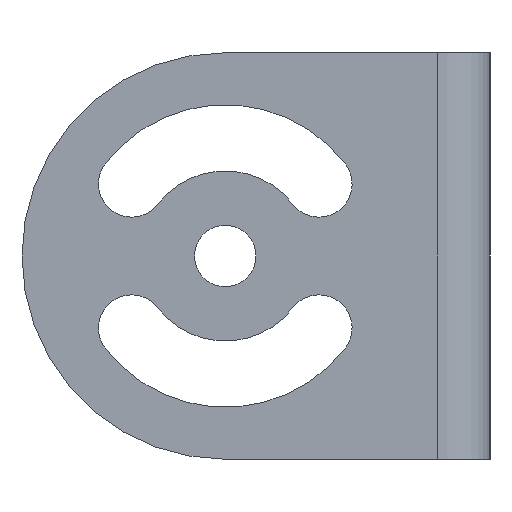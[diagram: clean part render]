
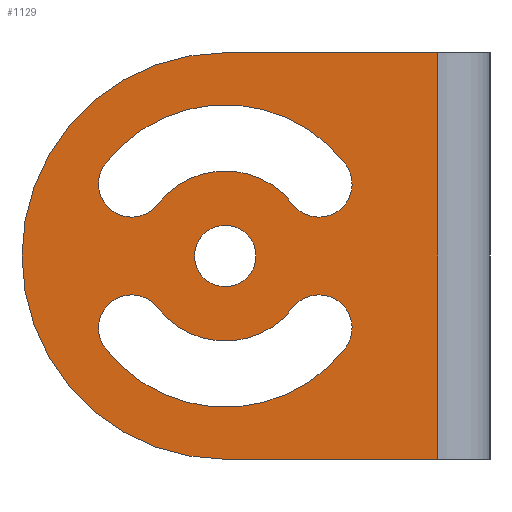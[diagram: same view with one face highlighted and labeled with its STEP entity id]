
A CAD part, left-side view. The second image highlights one B-rep face of the part: STEP entity #1129.
In plain terms, the highlighted planar face has unit normal (-1, 0, 0).
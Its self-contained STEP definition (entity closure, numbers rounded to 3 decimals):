
#179=DIRECTION('',(0.,0.,1.));
#180=VECTOR('',#179,43.);
#181=CARTESIAN_POINT('',(-97.25,2.769,-21.5));
#182=LINE('',#181,#180);
#197=CARTESIAN_POINT('',(-97.25,25.221,0.));
#198=DIRECTION('',(-1.,0.,0.));
#199=DIRECTION('',(0.,0.,1.));
#200=AXIS2_PLACEMENT_3D('',#197,#198,#199);
#202=DIRECTION('',(0.,1.,0.));
#203=VECTOR('',#202,22.452);
#204=CARTESIAN_POINT('',(-97.25,2.769,21.5));
#205=LINE('',#204,#203);
#206=DIRECTION('',(0.,-1.,0.));
#207=VECTOR('',#206,22.452);
#208=CARTESIAN_POINT('',(-97.25,25.221,-21.5));
#209=LINE('',#208,#207);
#210=CARTESIAN_POINT('',(-97.25,25.221,0.));
#211=DIRECTION('',(-1.,0.,0.));
#212=DIRECTION('',(0.,1.,0.));
#213=AXIS2_PLACEMENT_3D('',#210,#211,#212);
#215=CARTESIAN_POINT('',(-97.25,15.304,-7.61));
#216=DIRECTION('',(1.,0.,0.));
#217=DIRECTION('',(0.,0.793,0.609));
#218=AXIS2_PLACEMENT_3D('',#215,#216,#217);
#220=CARTESIAN_POINT('',(-97.25,25.221,0.));
#221=DIRECTION('',(1.,0.,0.));
#222=DIRECTION('',(0.,-0.793,-0.609));
#223=AXIS2_PLACEMENT_3D('',#220,#221,#222);
#225=CARTESIAN_POINT('',(-97.25,35.138,-7.61));
#226=DIRECTION('',(1.,0.,0.));
#227=DIRECTION('',(0.,0.793,-0.609));
#228=AXIS2_PLACEMENT_3D('',#225,#226,#227);
#230=CARTESIAN_POINT('',(-97.25,25.221,0.));
#231=DIRECTION('',(1.,0.,0.));
#232=DIRECTION('',(0.,-0.793,-0.609));
#233=AXIS2_PLACEMENT_3D('',#230,#231,#232);
#235=CARTESIAN_POINT('',(-97.25,35.138,7.61));
#236=DIRECTION('',(1.,0.,0.));
#237=DIRECTION('',(0.,-0.793,-0.609));
#238=AXIS2_PLACEMENT_3D('',#235,#236,#237);
#240=CARTESIAN_POINT('',(-97.25,25.221,0.));
#241=DIRECTION('',(1.,0.,0.));
#242=DIRECTION('',(0.,0.793,0.609));
#243=AXIS2_PLACEMENT_3D('',#240,#241,#242);
#245=CARTESIAN_POINT('',(-97.25,15.304,7.61));
#246=DIRECTION('',(1.,0.,0.));
#247=DIRECTION('',(0.,-0.793,0.609));
#248=AXIS2_PLACEMENT_3D('',#245,#246,#247);
#250=CARTESIAN_POINT('',(-97.25,25.221,0.));
#251=DIRECTION('',(1.,0.,0.));
#252=DIRECTION('',(0.,0.793,0.609));
#253=AXIS2_PLACEMENT_3D('',#250,#251,#252);
#255=CARTESIAN_POINT('',(-97.25,25.221,0.));
#256=DIRECTION('',(1.,0.,0.));
#257=DIRECTION('',(0.,0.,1.));
#258=AXIS2_PLACEMENT_3D('',#255,#256,#257);
#260=CARTESIAN_POINT('',(-97.25,25.221,0.));
#261=DIRECTION('',(1.,0.,0.));
#262=DIRECTION('',(0.,0.,-1.));
#263=AXIS2_PLACEMENT_3D('',#260,#261,#262);
#713=CARTESIAN_POINT('',(-97.25,2.769,-21.5));
#714=CARTESIAN_POINT('',(-97.25,2.769,21.5));
#715=VERTEX_POINT('',#713);
#716=VERTEX_POINT('',#714);
#757=CARTESIAN_POINT('',(-97.25,25.221,21.5));
#758=CARTESIAN_POINT('',(-97.25,46.721,0.));
#759=VERTEX_POINT('',#757);
#760=VERTEX_POINT('',#758);
#761=CARTESIAN_POINT('',(-97.25,25.221,-21.5));
#762=VERTEX_POINT('',#761);
#809=CARTESIAN_POINT('',(-97.25,25.221,3.25));
#810=CARTESIAN_POINT('',(-97.25,25.221,-3.25));
#811=VERTEX_POINT('',#809);
#812=VERTEX_POINT('',#810);
#813=CARTESIAN_POINT('',(-97.25,32.361,5.479));
#814=CARTESIAN_POINT('',(-97.25,37.915,9.74));
#815=VERTEX_POINT('',#813);
#816=VERTEX_POINT('',#814);
#817=CARTESIAN_POINT('',(-97.25,18.081,5.479));
#818=VERTEX_POINT('',#817);
#819=CARTESIAN_POINT('',(-97.25,12.527,9.74));
#820=VERTEX_POINT('',#819);
#821=CARTESIAN_POINT('',(-97.25,18.081,-5.479));
#822=CARTESIAN_POINT('',(-97.25,12.527,-9.74));
#823=VERTEX_POINT('',#821);
#824=VERTEX_POINT('',#822);
#825=CARTESIAN_POINT('',(-97.25,32.361,-5.479));
#826=VERTEX_POINT('',#825);
#827=CARTESIAN_POINT('',(-97.25,37.915,-9.74));
#828=VERTEX_POINT('',#827);
#1089=CARTESIAN_POINT('',(-97.25,-2.779,21.5));
#1090=DIRECTION('',(-1.,0.,0.));
#1091=DIRECTION('',(0.,0.,1.));
#1092=AXIS2_PLACEMENT_3D('',#1089,#1090,#1091);
#1093=PLANE('',#1092);
#1094=ORIENTED_EDGE('',*,*,#1039,.F.);
#1095=ORIENTED_EDGE('',*,*,#1055,.F.);
#1096=ORIENTED_EDGE('',*,*,#1079,.F.);
#1098=ORIENTED_EDGE('',*,*,#1097,.F.);
#1100=ORIENTED_EDGE('',*,*,#1099,.F.);
#1101=EDGE_LOOP('',(#1094,#1095,#1096,#1098,#1100));
#1102=FACE_OUTER_BOUND('',#1101,.F.);
#1104=ORIENTED_EDGE('',*,*,#1103,.F.);
#1106=ORIENTED_EDGE('',*,*,#1105,.T.);
#1108=ORIENTED_EDGE('',*,*,#1107,.F.);
#1110=ORIENTED_EDGE('',*,*,#1109,.F.);
#1111=EDGE_LOOP('',(#1104,#1106,#1108,#1110));
#1112=FACE_BOUND('',#1111,.F.);
#1114=ORIENTED_EDGE('',*,*,#1113,.F.);
#1116=ORIENTED_EDGE('',*,*,#1115,.T.);
#1118=ORIENTED_EDGE('',*,*,#1117,.F.);
#1120=ORIENTED_EDGE('',*,*,#1119,.F.);
#1121=EDGE_LOOP('',(#1114,#1116,#1118,#1120));
#1122=FACE_BOUND('',#1121,.F.);
#1124=ORIENTED_EDGE('',*,*,#1123,.F.);
#1126=ORIENTED_EDGE('',*,*,#1125,.F.);
#1127=EDGE_LOOP('',(#1124,#1126));
#1128=FACE_BOUND('',#1127,.F.);
#1129=ADVANCED_FACE('',(#1102,#1112,#1122,#1128),#1093,.T.);
#201=CIRCLE('',#200,21.5);
#214=CIRCLE('',#213,21.5);
#219=CIRCLE('',#218,3.5);
#224=CIRCLE('',#223,9.);
#229=CIRCLE('',#228,3.5);
#234=CIRCLE('',#233,16.);
#239=CIRCLE('',#238,3.5);
#244=CIRCLE('',#243,9.);
#249=CIRCLE('',#248,3.5);
#254=CIRCLE('',#253,16.);
#259=CIRCLE('',#258,3.25);
#264=CIRCLE('',#263,3.25);
#1039=EDGE_CURVE('',#759,#760,#201,.T.);
#1055=EDGE_CURVE('',#716,#759,#205,.T.);
#1079=EDGE_CURVE('',#715,#716,#182,.T.);
#1097=EDGE_CURVE('',#762,#715,#209,.T.);
#1099=EDGE_CURVE('',#760,#762,#214,.T.);
#1103=EDGE_CURVE('',#823,#824,#219,.T.);
#1105=EDGE_CURVE('',#823,#826,#224,.T.);
#1107=EDGE_CURVE('',#828,#826,#229,.T.);
#1109=EDGE_CURVE('',#824,#828,#234,.T.);
#1113=EDGE_CURVE('',#815,#816,#239,.T.);
#1115=EDGE_CURVE('',#815,#818,#244,.T.);
#1117=EDGE_CURVE('',#820,#818,#249,.T.);
#1119=EDGE_CURVE('',#816,#820,#254,.T.);
#1123=EDGE_CURVE('',#811,#812,#259,.T.);
#1125=EDGE_CURVE('',#812,#811,#264,.T.);
